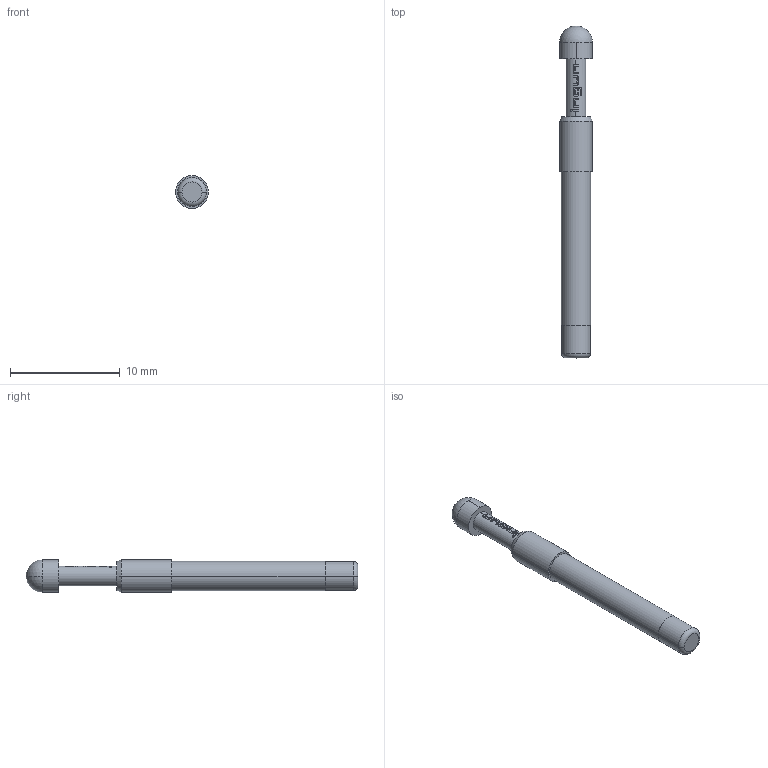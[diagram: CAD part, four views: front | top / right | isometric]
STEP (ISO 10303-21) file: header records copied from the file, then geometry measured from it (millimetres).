
FILE_DESCRIPTION (( 'STEP AP203' ), '1' );
FILE_NAME ('INGUN_GKS-113_305_300_R_xx05.STEP', '2022-01-19T12:03:37', ( 'ochi' ), ( '' ), 'SwSTEP 2.0', 'SolidWorks 2018', '' );
FILE_SCHEMA (( 'CONFIG_CONTROL_DESIGN' ));
Length unit declared in the file: millimetre
Products named in the file (1): INGUN_GKS-113_305_300_R_xx05
Bounding box: 3 x 30.3 x 3 mm (x, y, z)
Volume: 159.4 mm3; surface area: 260 mm2
Topology: 1 solids, 1 shells, 93 faces, 257 edges, 169 vertices
Faces by surface type: bspline 62, cylinder 20, plane 5, sphere 2, cone 2, torus 2
Entity records: 4248 total; most frequent: CARTESIAN_POINT 2368, ORIENTED_EDGE 510, EDGE_CURVE 255, B_SPLINE_CURVE_WITH_KNOTS 204, VERTEX_POINT 169, DIRECTION 145, EDGE_LOOP 98, FACE_OUTER_BOUND 93
